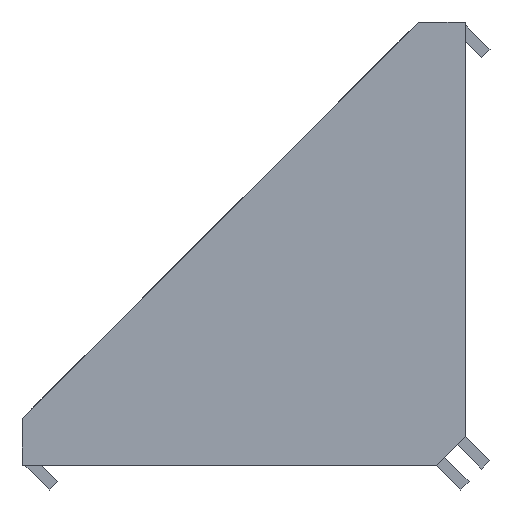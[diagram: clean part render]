
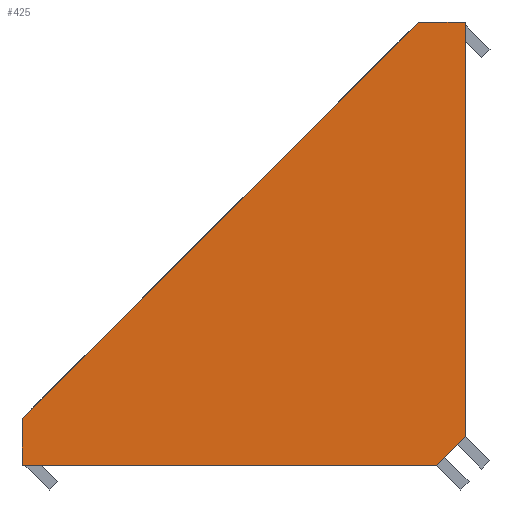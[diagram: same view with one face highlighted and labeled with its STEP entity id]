
A CAD part, left-side view. The second image highlights one B-rep face of the part: STEP entity #425.
In plain terms, the highlighted planar face has unit normal (-1, 0, 0).
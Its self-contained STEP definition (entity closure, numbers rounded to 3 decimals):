
#5 = ORIENTED_EDGE ( 'NONE', *, *, #489, .T. ) ;
#8 = DIRECTION ( 'NONE',  ( 0., 0., -1. ) ) ;
#11 = ORIENTED_EDGE ( 'NONE', *, *, #1245, .F. ) ;
#64 = LINE ( 'NONE', #1042, #235 ) ;
#195 = ORIENTED_EDGE ( 'NONE', *, *, #841, .F. ) ;
#213 = DIRECTION ( 'NONE',  ( 0., 0., 1. ) ) ;
#227 = DIRECTION ( 'NONE',  ( 0., -1., 0. ) ) ;
#235 = VECTOR ( 'NONE', #2291, 1000. ) ;
#265 = LINE ( 'NONE', #993, #2756 ) ;
#425 = ADVANCED_FACE ( 'NONE', ( #509 ), #981, .F. ) ;
#489 = EDGE_CURVE ( 'NONE', #1004, #2479, #1772, .T. ) ;
#509 = FACE_OUTER_BOUND ( 'NONE', #510, .T. ) ;
#510 = EDGE_LOOP ( 'NONE', ( #195, #5, #2282, #11, #1204, #1404 ) ) ;
#603 = VERTEX_POINT ( 'NONE', #1636 ) ;
#646 = VECTOR ( 'NONE', #2770, 1000. ) ;
#841 = EDGE_CURVE ( 'NONE', #1004, #603, #265, .T. ) ;
#897 = CARTESIAN_POINT ( 'NONE',  ( -37., 0., 0. ) ) ;
#939 = VECTOR ( 'NONE', #213, 1000. ) ;
#981 = PLANE ( 'NONE',  #1291 ) ;
#993 = CARTESIAN_POINT ( 'NONE',  ( -37., 0., 0. ) ) ;
#1000 = CARTESIAN_POINT ( 'NONE',  ( -37., 0., 0. ) ) ;
#1004 = VERTEX_POINT ( 'NONE', #2834 ) ;
#1006 = LINE ( 'NONE', #1767, #2049 ) ;
#1036 = CARTESIAN_POINT ( 'NONE',  ( -37., 0., 5. ) ) ;
#1042 = CARTESIAN_POINT ( 'NONE',  ( -37., 8., 76. ) ) ;
#1059 = VECTOR ( 'NONE', #3200, 1000. ) ;
#1149 = EDGE_CURVE ( 'NONE', #1911, #2479, #1879, .T. ) ;
#1204 = ORIENTED_EDGE ( 'NONE', *, *, #1621, .F. ) ;
#1245 = EDGE_CURVE ( 'NONE', #2699, #1911, #1006, .T. ) ;
#1291 = AXIS2_PLACEMENT_3D ( 'NONE', #1000, #2803, #8 ) ;
#1384 = VERTEX_POINT ( 'NONE', #2917 ) ;
#1404 = ORIENTED_EDGE ( 'NONE', *, *, #1896, .F. ) ;
#1621 = EDGE_CURVE ( 'NONE', #1384, #2699, #64, .T. ) ;
#1636 = CARTESIAN_POINT ( 'NONE',  ( -37., 76., 0. ) ) ;
#1767 = CARTESIAN_POINT ( 'NONE',  ( -37., 0., 76. ) ) ;
#1772 = LINE ( 'NONE', #3008, #646 ) ;
#1879 = LINE ( 'NONE', #897, #1059 ) ;
#1896 = EDGE_CURVE ( 'NONE', #603, #1384, #3201, .T. ) ;
#1911 = VERTEX_POINT ( 'NONE', #2492 ) ;
#2006 = DIRECTION ( 'NONE',  ( 0., 1., 0. ) ) ;
#2020 = CARTESIAN_POINT ( 'NONE',  ( -37., 76., 0. ) ) ;
#2049 = VECTOR ( 'NONE', #227, 1000. ) ;
#2282 = ORIENTED_EDGE ( 'NONE', *, *, #1149, .F. ) ;
#2291 = DIRECTION ( 'NONE',  ( 0., -0.707, 0.707 ) ) ;
#2479 = VERTEX_POINT ( 'NONE', #1036 ) ;
#2492 = CARTESIAN_POINT ( 'NONE',  ( -37., 0., 76. ) ) ;
#2681 = CARTESIAN_POINT ( 'NONE',  ( -37., 8., 76. ) ) ;
#2699 = VERTEX_POINT ( 'NONE', #2681 ) ;
#2756 = VECTOR ( 'NONE', #2006, 1000. ) ;
#2770 = DIRECTION ( 'NONE',  ( 0., -0.707, 0.707 ) ) ;
#2803 = DIRECTION ( 'NONE',  ( 1., 0., 0. ) ) ;
#2834 = CARTESIAN_POINT ( 'NONE',  ( -37., 5., 0. ) ) ;
#2917 = CARTESIAN_POINT ( 'NONE',  ( -37., 76., 8. ) ) ;
#3008 = CARTESIAN_POINT ( 'NONE',  ( -37., 5., 0. ) ) ;
#3200 = DIRECTION ( 'NONE',  ( 0., 0., -1. ) ) ;
#3201 = LINE ( 'NONE', #2020, #939 ) ;
